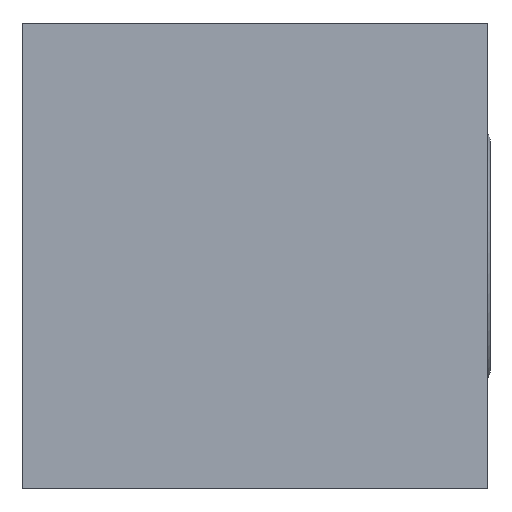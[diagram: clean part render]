
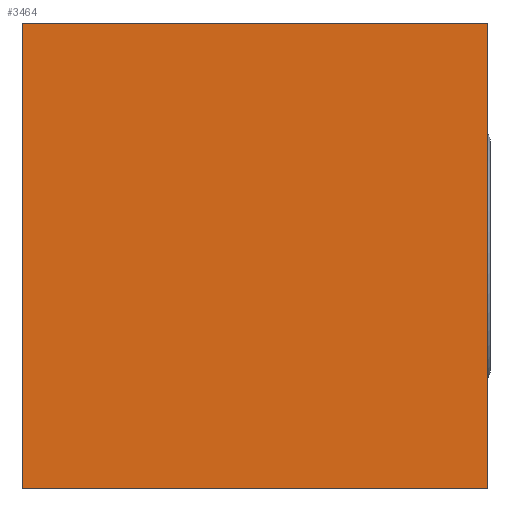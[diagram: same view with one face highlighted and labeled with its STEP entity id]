
A CAD part, front view. The second image highlights one B-rep face of the part: STEP entity #3464.
In plain terms, the highlighted planar face has unit normal (0, -1, 0).
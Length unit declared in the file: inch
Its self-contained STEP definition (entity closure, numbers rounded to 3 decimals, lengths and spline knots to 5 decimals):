
#2949=CARTESIAN_POINT('',(4.0,0.0,-2.0));
#2950=VERTEX_POINT('',#2949);
#2959=CARTESIAN_POINT('',(0.0,0.0,-2.0));
#2960=VERTEX_POINT('',#2959);
#2961=CARTESIAN_POINT('',(0.0,0.0,-2.0));
#2962=DIRECTION('',(1.0,0.0,0.0));
#2963=VECTOR('',#2962,4.0);
#2964=LINE('',#2961,#2963);
#2965=EDGE_CURVE('',#2960,#2950,#2964,.T.);
#3185=CARTESIAN_POINT('',(4.0,0.0,2.0));
#3186=VERTEX_POINT('',#3185);
#3193=CARTESIAN_POINT('',(4.0,0.0,-2.0));
#3194=DIRECTION('',(0.0,0.0,1.0));
#3195=VECTOR('',#3194,4.0);
#3196=LINE('',#3193,#3195);
#3197=EDGE_CURVE('',#2950,#3186,#3196,.T.);
#3378=CARTESIAN_POINT('',(0.0,0.0,2.0));
#3379=VERTEX_POINT('',#3378);
#3395=CARTESIAN_POINT('',(0.0,0.0,2.0));
#3396=DIRECTION('',(0.0,0.0,-1.0));
#3397=VECTOR('',#3396,4.0);
#3398=LINE('',#3395,#3397);
#3399=EDGE_CURVE('',#3379,#2960,#3398,.T.);
#3448=CARTESIAN_POINT('',(4.0,0.0,0.0));
#3449=DIRECTION('',(0.0,-1.0,0.0));
#3450=DIRECTION('',(0.0,0.0,-1.0));
#3451=AXIS2_PLACEMENT_3D('',#3448,#3449,#3450);
#3452=PLANE('',#3451);
#3453=CARTESIAN_POINT('',(4.0,0.0,2.0));
#3454=DIRECTION('',(-1.0,0.0,0.0));
#3455=VECTOR('',#3454,4.0);
#3456=LINE('',#3453,#3455);
#3457=EDGE_CURVE('',#3186,#3379,#3456,.T.);
#3458=ORIENTED_EDGE('',*,*,#3457,.T.);
#3459=ORIENTED_EDGE('',*,*,#3399,.T.);
#3460=ORIENTED_EDGE('',*,*,#2965,.T.);
#3461=ORIENTED_EDGE('',*,*,#3197,.T.);
#3462=EDGE_LOOP('',(#3458,#3459,#3460,#3461));
#3463=FACE_OUTER_BOUND('',#3462,.T.);
#3464=ADVANCED_FACE('',(#3463),#3452,.T.);
